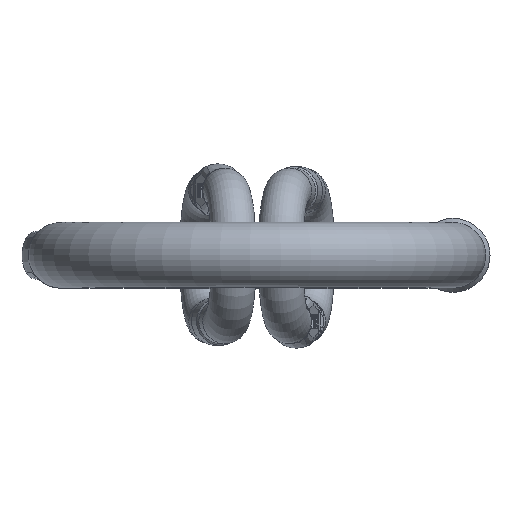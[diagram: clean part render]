
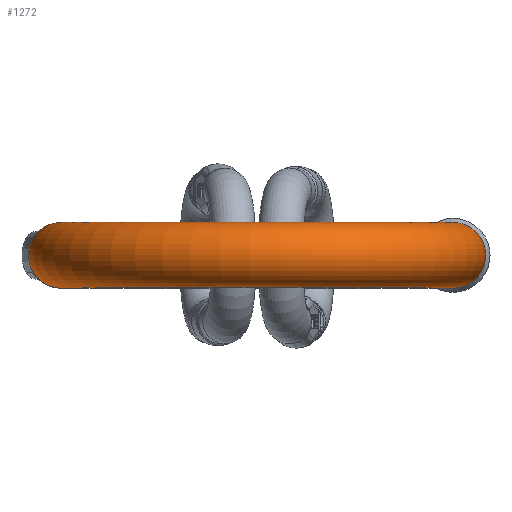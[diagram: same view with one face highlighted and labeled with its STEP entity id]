
A CAD part, top view. The second image highlights one B-rep face of the part: STEP entity #1272.
In plain terms, the highlighted toroidal (fillet/blend) face has major radius 57 mm and minor radius 9.5 mm.
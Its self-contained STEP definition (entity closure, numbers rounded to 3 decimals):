
#284=TOROIDAL_SURFACE('',#9151,57.,9.5);
#915=CIRCLE('',#9136,9.5);
#917=CIRCLE('',#9144,9.5);
#1272=ADVANCED_FACE('',(#1802,#1803),#284,.T.);
#1802=FACE_BOUND('',#2214,.T.);
#1803=FACE_BOUND('',#2215,.T.);
#2214=EDGE_LOOP('',(#4871));
#2215=EDGE_LOOP('',(#4872));
#4871=ORIENTED_EDGE('',*,*,#7415,.T.);
#4872=ORIENTED_EDGE('',*,*,#7379,.F.);
#6285=VERTEX_POINT('',#18572);
#6315=VERTEX_POINT('',#19912);
#7379=EDGE_CURVE('',#6285,#6285,#915,.T.);
#7415=EDGE_CURVE('',#6315,#6315,#917,.T.);
#9136=AXIS2_PLACEMENT_3D('',#18571,#10280,#10281);
#9144=AXIS2_PLACEMENT_3D('',#19911,#10296,#10297);
#9151=AXIS2_PLACEMENT_3D('',#19922,#10310,#10311);
#10280=DIRECTION('',(0.,0.,-1.));
#10281=DIRECTION('',(1.,0.,0.));
#10296=DIRECTION('',(0.,0.,1.));
#10297=DIRECTION('',(1.,0.,0.));
#10310=DIRECTION('',(0.,-1.,0.));
#10311=DIRECTION('',(0.,0.,-1.));
#18571=CARTESIAN_POINT('',(-57.,0.,32.5));
#18572=CARTESIAN_POINT('',(-47.5,0.,32.5));
#19911=CARTESIAN_POINT('',(57.,0.,32.5));
#19912=CARTESIAN_POINT('',(66.5,0.,32.5));
#19922=CARTESIAN_POINT('',(0.,0.,32.5));
